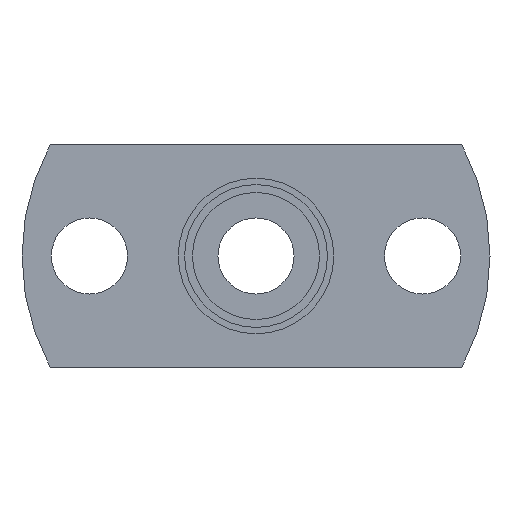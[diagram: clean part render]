
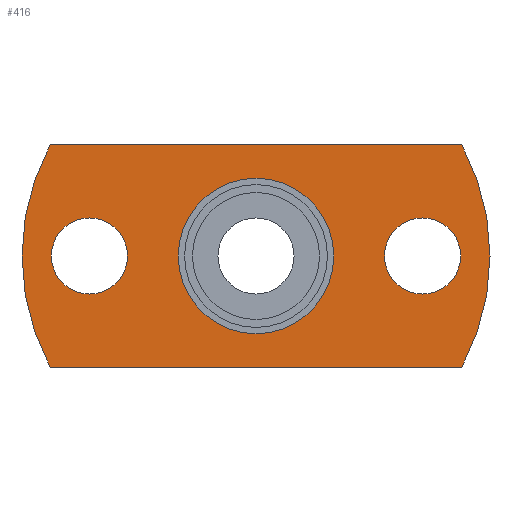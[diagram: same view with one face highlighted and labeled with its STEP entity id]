
A CAD part, left-side view. The second image highlights one B-rep face of the part: STEP entity #416.
In plain terms, the highlighted planar face has unit normal (-1, 0, 0).
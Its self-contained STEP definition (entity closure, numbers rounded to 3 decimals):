
#44=LINE('',#690,#52);
#48=LINE('',#700,#56);
#52=VECTOR('',#543,1000.);
#56=VECTOR('',#553,1000.);
#85=ORIENTED_EDGE('',*,*,#161,.F.);
#86=ORIENTED_EDGE('',*,*,#160,.F.);
#87=ORIENTED_EDGE('',*,*,#159,.F.);
#88=ORIENTED_EDGE('',*,*,#158,.T.);
#89=ORIENTED_EDGE('',*,*,#156,.T.);
#90=ORIENTED_EDGE('',*,*,#154,.T.);
#91=ORIENTED_EDGE('',*,*,#151,.T.);
#151=EDGE_CURVE('',#194,#195,#44,.T.);
#154=EDGE_CURVE('',#196,#194,#231,.T.);
#156=EDGE_CURVE('',#197,#196,#48,.T.);
#158=EDGE_CURVE('',#195,#197,#232,.T.);
#159=EDGE_CURVE('',#198,#198,#233,.T.);
#160=EDGE_CURVE('',#199,#199,#234,.T.);
#161=EDGE_CURVE('',#200,#200,#235,.T.);
#194=VERTEX_POINT('',#691);
#195=VERTEX_POINT('',#692);
#196=VERTEX_POINT('',#697);
#197=VERTEX_POINT('',#701);
#198=VERTEX_POINT('',#707);
#199=VERTEX_POINT('',#710);
#200=VERTEX_POINT('',#713);
#231=CIRCLE('',#464,14.75);
#232=CIRCLE('',#467,14.75);
#233=CIRCLE('',#469,2.4);
#234=CIRCLE('',#471,2.4);
#235=CIRCLE('',#473,4.9);
#273=EDGE_LOOP('',(#85));
#274=EDGE_LOOP('',(#86));
#275=EDGE_LOOP('',(#87));
#276=EDGE_LOOP('',(#88,#89,#90,#91));
#341=FACE_BOUND('',#273,.T.);
#342=FACE_BOUND('',#274,.T.);
#343=FACE_BOUND('',#275,.T.);
#344=FACE_BOUND('',#276,.T.);
#400=PLANE('',#472);
#416=ADVANCED_FACE('',(#341,#342,#343,#344),#400,.T.);
#464=AXIS2_PLACEMENT_3D('',#696,#548,#549);
#467=AXIS2_PLACEMENT_3D('',#704,#557,#558);
#469=AXIS2_PLACEMENT_3D('',#706,#561,#562);
#471=AXIS2_PLACEMENT_3D('',#709,#565,#566);
#472=AXIS2_PLACEMENT_3D('',#711,#567,#568);
#473=AXIS2_PLACEMENT_3D('',#712,#569,#570);
#543=DIRECTION('',(0.,1.,0.));
#548=DIRECTION('',(-1.,0.,0.));
#549=DIRECTION('',(0.,1.,0.));
#553=DIRECTION('',(0.,-1.,0.));
#557=DIRECTION('',(-1.,0.,0.));
#558=DIRECTION('',(0.,-1.,0.));
#561=DIRECTION('',(-1.,0.,0.));
#562=DIRECTION('',(0.,1.,0.));
#565=DIRECTION('',(-1.,0.,0.));
#566=DIRECTION('',(0.,1.,0.));
#567=DIRECTION('',(-1.,0.,0.));
#568=DIRECTION('',(0.,-1.,0.));
#569=DIRECTION('',(-1.,0.,0.));
#570=DIRECTION('',(0.,1.,0.));
#690=CARTESIAN_POINT('',(0.,-12.983,7.));
#691=CARTESIAN_POINT('',(0.,-12.983,7.));
#692=CARTESIAN_POINT('',(0.,12.983,7.));
#696=CARTESIAN_POINT('',(0.,0.,0.));
#697=CARTESIAN_POINT('',(0.,-12.983,-7.));
#700=CARTESIAN_POINT('',(0.,12.983,-7.));
#701=CARTESIAN_POINT('',(0.,12.983,-7.));
#704=CARTESIAN_POINT('',(0.,0.,0.));
#706=CARTESIAN_POINT('',(0.,-10.5,0.));
#707=CARTESIAN_POINT('',(0.,-8.1,0.));
#709=CARTESIAN_POINT('',(0.,10.5,0.));
#710=CARTESIAN_POINT('',(0.,12.9,0.));
#711=CARTESIAN_POINT('',(0.,0.,0.));
#712=CARTESIAN_POINT('',(0.,0.,0.));
#713=CARTESIAN_POINT('',(0.,4.9,0.));
